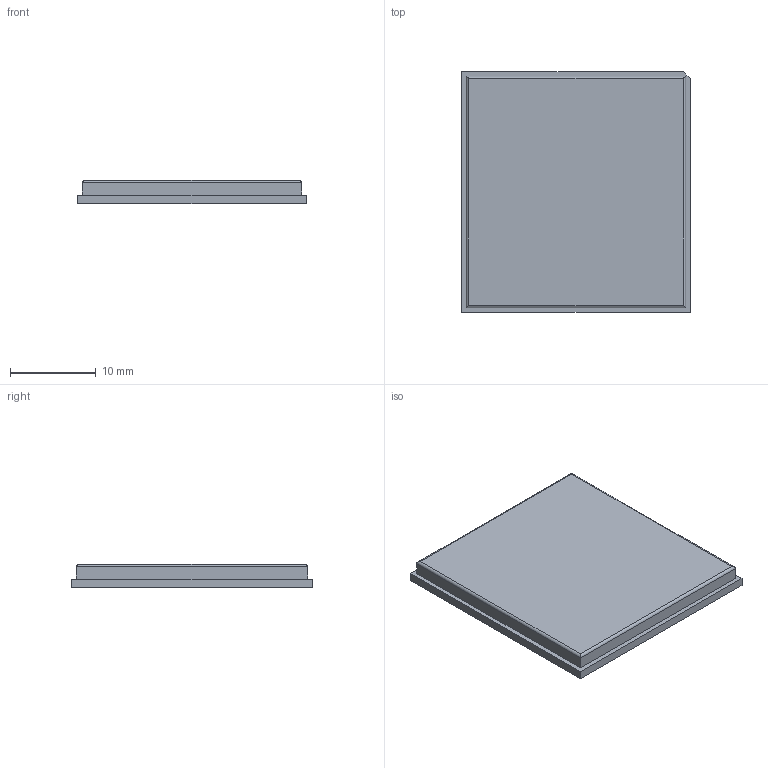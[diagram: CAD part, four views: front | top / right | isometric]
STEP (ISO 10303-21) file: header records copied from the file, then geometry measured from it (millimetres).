
FILE_DESCRIPTION(('FreeCAD Model'),'2;1');
FILE_NAME('Open CASCADE Shape Model','2025-01-07T22:02:57',('Author'),( ''),'Open CASCADE STEP processor 7.8','FreeCAD','Unknown');
FILE_SCHEMA(('AUTOMOTIVE_DESIGN { 1 0 10303 214 1 1 1 1 }'));
Length unit declared in the file: millimetre
Products named in the file (1): Body
Bounding box: 26.6 x 28 x 2.7 mm (x, y, z)
Volume: 1908.6 mm3; surface area: 1762.3 mm2
Topology: 1 solids, 1 shells, 16 faces, 35 edges, 22 vertices
Faces by surface type: plane 12, cylinder 4
Entity records: 453 total; most frequent: CARTESIAN_POINT 74, DIRECTION 73, ORIENTED_EDGE 70, EDGE_CURVE 35, LINE 31, VECTOR 31, VERTEX_POINT 22, AXIS2_PLACEMENT_3D 21
